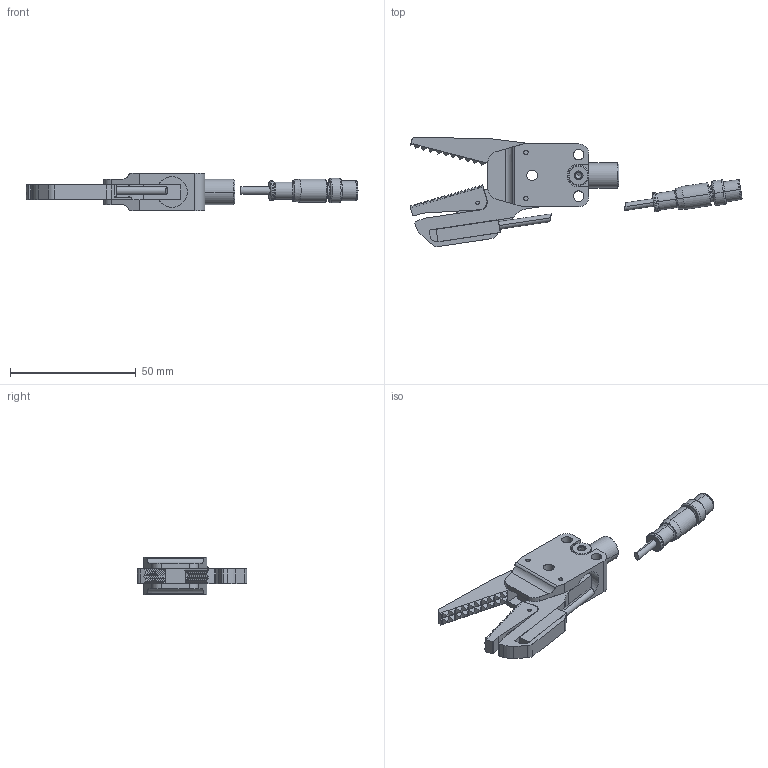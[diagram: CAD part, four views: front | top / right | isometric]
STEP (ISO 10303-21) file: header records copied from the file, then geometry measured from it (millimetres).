
FILE_DESCRIPTION (( 'STEP AP214' ), '1' );
FILE_NAME ('CA.GZA.10.12.S.STEP', '2017-10-26T14:08:57', ( '' ), ( '' ), 'SwSTEP 2.0', 'SolidWorks 2017', '' );
FILE_SCHEMA (( 'AUTOMOTIVE_DESIGN' ));
Length unit declared in the file: millimetre
Products named in the file (7): CA.08.14.013; GZA.10.12.1.L; GZA.10.12.3.S; GZA.10.12.3.S1; MMD.IL5AP3AVF80; GZA.10.12.3; CA.GZA.10.12.S
Assembly tree (6 placements, depth 2):
  CA.GZA.10.12.S
    GZA.10.12.3
    MMD.IL5AP3AVF80
    GZA.10.12.3.S1
    GZA.10.12.3.S
    GZA.10.12.1.L
    CA.08.14.013
Bounding box: 131.92 x 43.44 x 15 mm (x, y, z)
Volume: 17948.9 mm3; surface area: 13328 mm2
Topology: 10 solids, 10 shells, 586 faces, 1300 edges, 733 vertices
Faces by surface type: plane 415, cylinder 114, bspline 33, cone 24
Entity records: 16952 total; most frequent: CARTESIAN_POINT 3821, DIRECTION 2596, ORIENTED_EDGE 2572, EDGE_CURVE 1286, VECTOR 946, LINE 946, AXIS2_PLACEMENT_3D 825, VERTEX_POINT 732
